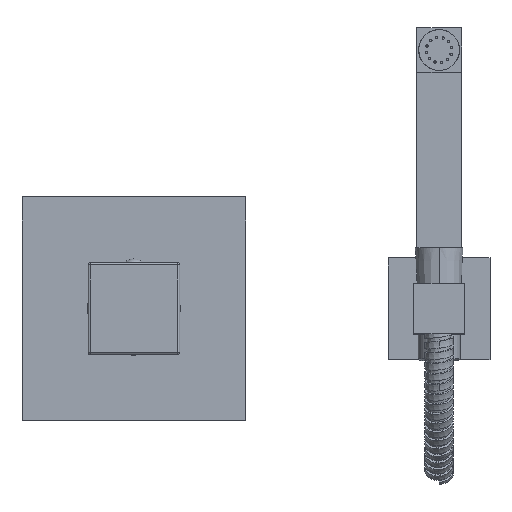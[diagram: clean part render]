
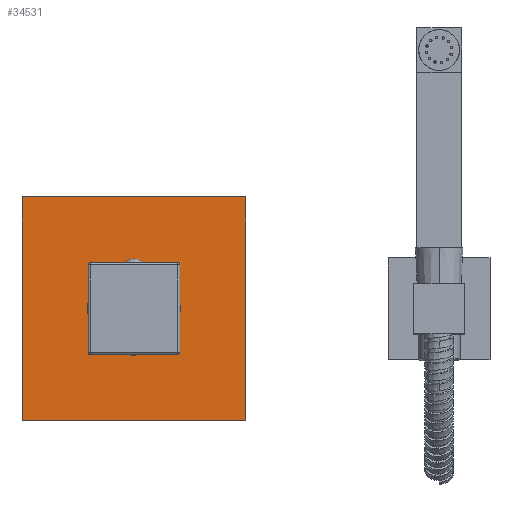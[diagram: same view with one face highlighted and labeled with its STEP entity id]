
A CAD part, top view. The second image highlights one B-rep face of the part: STEP entity #34531.
In plain terms, the highlighted planar face has unit normal (0, 0, 1).
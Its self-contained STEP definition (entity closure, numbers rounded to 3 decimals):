
#34343=DIRECTION('',(0.,1.,0.));
#34344=VECTOR('',#34343,110.);
#34345=CARTESIAN_POINT('',(55.,-55.,52.));
#34346=LINE('',#34345,#34344);
#34347=DIRECTION('',(1.,0.,0.));
#34348=VECTOR('',#34347,110.);
#34349=CARTESIAN_POINT('',(-55.,-55.,52.));
#34350=LINE('',#34349,#34348);
#34351=DIRECTION('',(0.,-1.,0.));
#34352=VECTOR('',#34351,110.);
#34353=CARTESIAN_POINT('',(-55.,55.,52.));
#34354=LINE('',#34353,#34352);
#34355=DIRECTION('',(-1.,0.,0.));
#34356=VECTOR('',#34355,110.);
#34357=CARTESIAN_POINT('',(55.,55.,52.));
#34358=LINE('',#34357,#34356);
#34359=CARTESIAN_POINT('',(0.,0.,52.));
#34360=DIRECTION('',(0.,0.,-1.));
#34361=DIRECTION('',(-1.,0.,0.));
#34362=AXIS2_PLACEMENT_3D('',#34359,#34360,#34361);
#34364=CARTESIAN_POINT('',(0.,0.,52.));
#34365=DIRECTION('',(0.,0.,-1.));
#34366=DIRECTION('',(1.,0.,0.));
#34367=AXIS2_PLACEMENT_3D('',#34364,#34365,#34366);
#34389=CARTESIAN_POINT('',(-22.8,0.,52.));
#34390=CARTESIAN_POINT('',(22.8,0.,52.));
#34391=VERTEX_POINT('',#34389);
#34392=VERTEX_POINT('',#34390);
#34393=CARTESIAN_POINT('',(55.,-55.,52.));
#34394=CARTESIAN_POINT('',(55.,55.,52.));
#34395=VERTEX_POINT('',#34393);
#34396=VERTEX_POINT('',#34394);
#34397=CARTESIAN_POINT('',(-55.,55.,52.));
#34398=VERTEX_POINT('',#34397);
#34399=CARTESIAN_POINT('',(-55.,-55.,52.));
#34400=VERTEX_POINT('',#34399);
#34514=CARTESIAN_POINT('',(0.,0.,52.));
#34515=DIRECTION('',(0.,0.,1.));
#34516=DIRECTION('',(-1.,0.,0.));
#34517=AXIS2_PLACEMENT_3D('',#34514,#34515,#34516);
#34518=PLANE('',#34517);
#34519=ORIENTED_EDGE('',*,*,#34438,.F.);
#34520=ORIENTED_EDGE('',*,*,#34460,.F.);
#34521=ORIENTED_EDGE('',*,*,#34481,.F.);
#34522=ORIENTED_EDGE('',*,*,#34501,.F.);
#34523=EDGE_LOOP('',(#34519,#34520,#34521,#34522));
#34524=FACE_OUTER_BOUND('',#34523,.F.);
#34526=ORIENTED_EDGE('',*,*,#34525,.F.);
#34528=ORIENTED_EDGE('',*,*,#34527,.F.);
#34529=EDGE_LOOP('',(#34526,#34528));
#34530=FACE_BOUND('',#34529,.F.);
#34531=ADVANCED_FACE('',(#34524,#34530),#34518,.T.);
#34363=CIRCLE('',#34362,22.8);
#34368=CIRCLE('',#34367,22.8);
#34438=EDGE_CURVE('',#34395,#34396,#34346,.T.);
#34460=EDGE_CURVE('',#34400,#34395,#34350,.T.);
#34481=EDGE_CURVE('',#34398,#34400,#34354,.T.);
#34501=EDGE_CURVE('',#34396,#34398,#34358,.T.);
#34525=EDGE_CURVE('',#34391,#34392,#34363,.T.);
#34527=EDGE_CURVE('',#34392,#34391,#34368,.T.);
